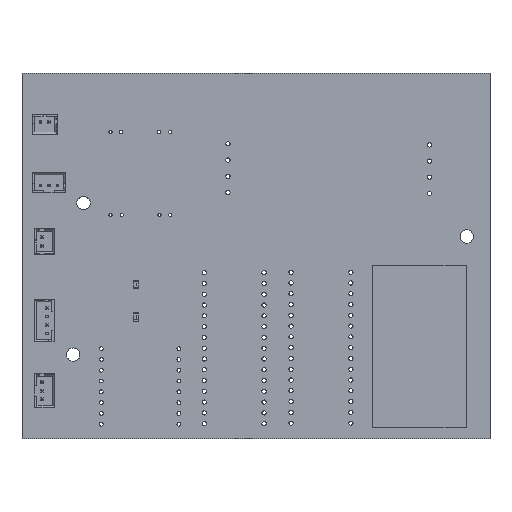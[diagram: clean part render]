
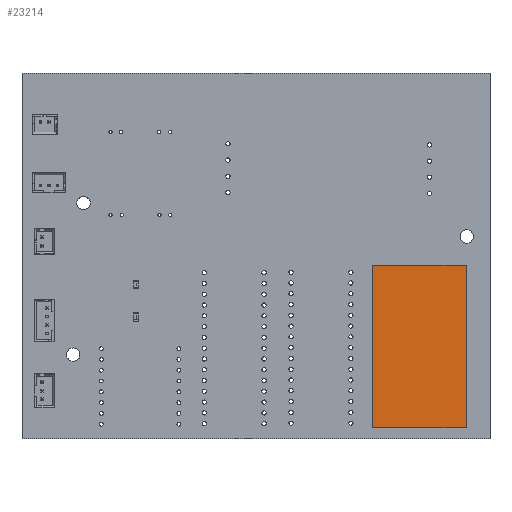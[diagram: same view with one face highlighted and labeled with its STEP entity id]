
A CAD part, top view. The second image highlights one B-rep face of the part: STEP entity #23214.
In plain terms, the highlighted planar face has unit normal (0, 0, 1).
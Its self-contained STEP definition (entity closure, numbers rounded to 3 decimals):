
#23085 = VERTEX_POINT('',#23086);
#23086 = CARTESIAN_POINT('',(11.035,19.175,1.8));
#23092 = EDGE_CURVE('',#23085,#23093,#23095,.T.);
#23093 = VERTEX_POINT('',#23094);
#23094 = CARTESIAN_POINT('',(11.035,-19.175,1.8));
#23095 = LINE('',#23096,#23097);
#23096 = CARTESIAN_POINT('',(11.035,19.175,1.8));
#23097 = VECTOR('',#23098,1.);
#23098 = DIRECTION('',(0.,-1.,0.));
#23123 = EDGE_CURVE('',#23093,#23124,#23126,.T.);
#23124 = VERTEX_POINT('',#23125);
#23125 = CARTESIAN_POINT('',(-11.035,-19.175,1.8));
#23126 = LINE('',#23127,#23128);
#23127 = CARTESIAN_POINT('',(11.035,-19.175,1.8));
#23128 = VECTOR('',#23129,1.);
#23129 = DIRECTION('',(-1.,0.,0.));
#23154 = EDGE_CURVE('',#23124,#23155,#23157,.T.);
#23155 = VERTEX_POINT('',#23156);
#23156 = CARTESIAN_POINT('',(-11.035,19.175,1.8));
#23157 = LINE('',#23158,#23159);
#23158 = CARTESIAN_POINT('',(-11.035,-19.175,1.8));
#23159 = VECTOR('',#23160,1.);
#23160 = DIRECTION('',(0.,1.,0.));
#23185 = EDGE_CURVE('',#23155,#23085,#23186,.T.);
#23186 = LINE('',#23187,#23188);
#23187 = CARTESIAN_POINT('',(-11.035,19.175,1.8));
#23188 = VECTOR('',#23189,1.);
#23189 = DIRECTION('',(1.,0.,0.));
#23214 = ADVANCED_FACE('',(#23215),#23221,.T.);
#23215 = FACE_BOUND('',#23216,.F.);
#23216 = EDGE_LOOP('',(#23217,#23218,#23219,#23220));
#23217 = ORIENTED_EDGE('',*,*,#23092,.T.);
#23218 = ORIENTED_EDGE('',*,*,#23123,.T.);
#23219 = ORIENTED_EDGE('',*,*,#23154,.T.);
#23220 = ORIENTED_EDGE('',*,*,#23185,.T.);
#23221 = PLANE('',#23222);
#23222 = AXIS2_PLACEMENT_3D('',#23223,#23224,#23225);
#23223 = CARTESIAN_POINT('',(11.035,19.175,1.8));
#23224 = DIRECTION('',(0.,0.,1.));
#23225 = DIRECTION('',(1.,0.,0.));
